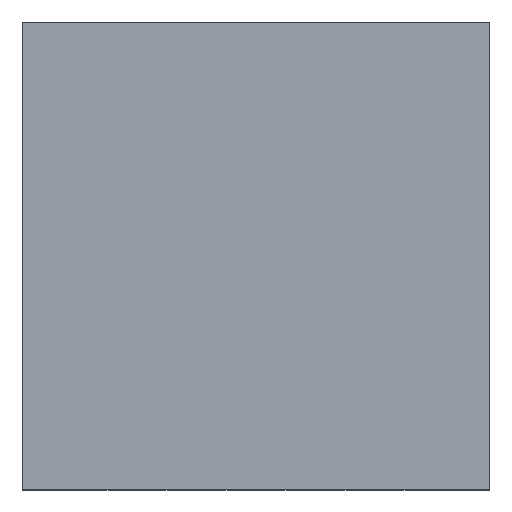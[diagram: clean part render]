
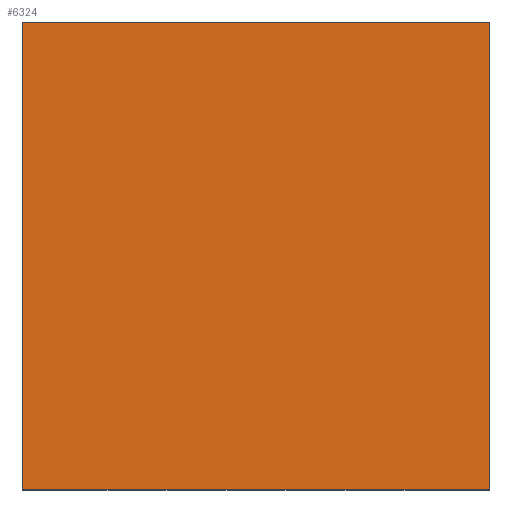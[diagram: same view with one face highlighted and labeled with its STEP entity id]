
A CAD part, top view. The second image highlights one B-rep face of the part: STEP entity #6324.
In plain terms, the highlighted face is planar.
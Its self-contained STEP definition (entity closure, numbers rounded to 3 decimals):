
#1781=DIRECTION('',(0.,0.,1.));
#1782=VECTOR('',#1781,5.);
#1783=CARTESIAN_POINT('',(-2.5,0.975,-2.5));
#1784=LINE('',#1783,#1782);
#1788=DIRECTION('',(-1.,0.,0.));
#1789=VECTOR('',#1788,5.);
#1790=CARTESIAN_POINT('',(2.5,0.975,-2.5));
#1791=LINE('',#1790,#1789);
#1795=DIRECTION('',(0.,0.,-1.));
#1796=VECTOR('',#1795,5.);
#1797=CARTESIAN_POINT('',(2.5,0.975,2.5));
#1798=LINE('',#1797,#1796);
#1802=DIRECTION('',(1.,0.,0.));
#1803=VECTOR('',#1802,5.);
#1804=CARTESIAN_POINT('',(-2.5,0.975,2.5));
#1805=LINE('',#1804,#1803);
#3972=CARTESIAN_POINT('',(-2.5,0.975,-2.5));
#3973=CARTESIAN_POINT('',(-2.5,0.975,2.5));
#3974=VERTEX_POINT('',#3972);
#3975=VERTEX_POINT('',#3973);
#3976=CARTESIAN_POINT('',(2.5,0.975,2.5));
#3977=VERTEX_POINT('',#3976);
#3978=CARTESIAN_POINT('',(2.5,0.975,-2.5));
#3979=VERTEX_POINT('',#3978);
#6313=CARTESIAN_POINT('',(0.,0.975,0.));
#6314=DIRECTION('',(0.,1.,0.));
#6315=DIRECTION('',(1.,0.,0.));
#6316=AXIS2_PLACEMENT_3D('',#6313,#6314,#6315);
#6317=PLANE('',#6316);
#6318=ORIENTED_EDGE('',*,*,#6070,.F.);
#6319=ORIENTED_EDGE('',*,*,#6133,.F.);
#6320=ORIENTED_EDGE('',*,*,#6196,.F.);
#6321=ORIENTED_EDGE('',*,*,#6258,.F.);
#6322=EDGE_LOOP('',(#6318,#6319,#6320,#6321));
#6323=FACE_OUTER_BOUND('',#6322,.F.);
#6070=EDGE_CURVE('',#3974,#3975,#1784,.T.);
#6133=EDGE_CURVE('',#3979,#3974,#1791,.T.);
#6196=EDGE_CURVE('',#3977,#3979,#1798,.T.);
#6258=EDGE_CURVE('',#3975,#3977,#1805,.T.);
#6324=ADVANCED_FACE('',(#6323),#6317,.T.);
